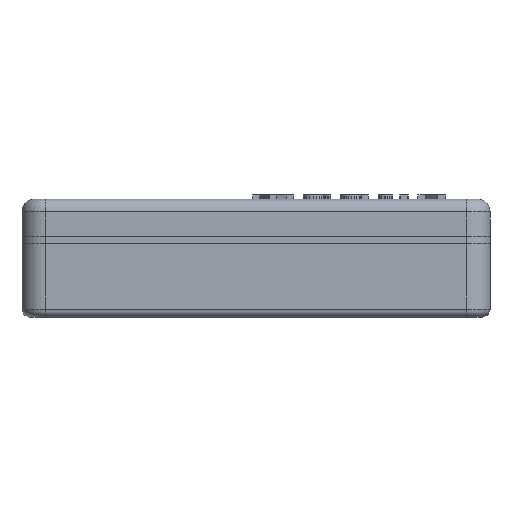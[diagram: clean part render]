
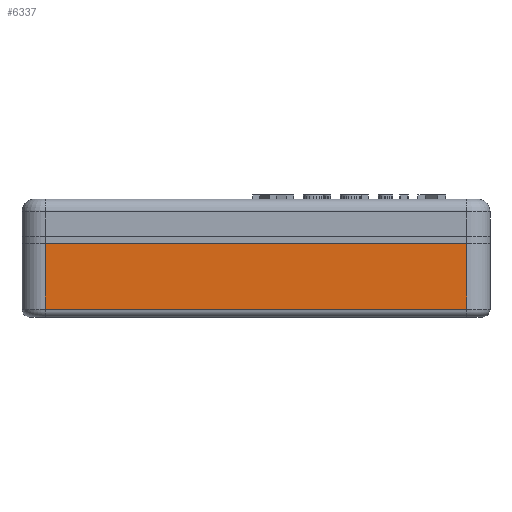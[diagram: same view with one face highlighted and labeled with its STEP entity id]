
A CAD part, front view. The second image highlights one B-rep face of the part: STEP entity #6337.
In plain terms, the highlighted planar face has unit normal (0, -1, 0).
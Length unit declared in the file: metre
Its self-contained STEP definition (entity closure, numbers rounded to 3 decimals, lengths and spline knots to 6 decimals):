
#730=ORIENTED_EDGE('',*,*,#2570,.T.);
#731=ORIENTED_EDGE('',*,*,#2571,.T.);
#732=ORIENTED_EDGE('',*,*,#2572,.F.);
#733=ORIENTED_EDGE('',*,*,#2573,.F.);
#2570=EDGE_CURVE('',#3488,#3489,#4088,.T.);
#2571=EDGE_CURVE('',#3489,#3490,#4089,.T.);
#2572=EDGE_CURVE('',#3491,#3490,#4090,.T.);
#2573=EDGE_CURVE('',#3488,#3491,#4091,.T.);
#3488=VERTEX_POINT('',#10200);
#3489=VERTEX_POINT('',#10201);
#3490=VERTEX_POINT('',#10203);
#3491=VERTEX_POINT('',#10205);
#4088=LINE('',#10199,#4736);
#4089=LINE('',#10202,#4737);
#4090=LINE('',#10204,#4738);
#4091=LINE('',#10206,#4739);
#4736=VECTOR('',#8318,1.);
#4737=VECTOR('',#8319,1.);
#4738=VECTOR('',#8320,1.);
#4739=VECTOR('',#8321,1.);
#5299=EDGE_LOOP('',(#730,#731,#732,#733));
#5735=FACE_BOUND('',#5299,.T.);
#6133=PLANE('',#7587);
#6337=ADVANCED_FACE('',(#5735),#6133,.F.);
#7587=AXIS2_PLACEMENT_3D('',#10198,#8316,#8317);
#8316=DIRECTION('',(0.,1.,0.));
#8317=DIRECTION('',(0.,0.,1.));
#8318=DIRECTION('',(0.,0.,-1.));
#8319=DIRECTION('',(1.,0.,0.));
#8320=DIRECTION('',(0.,0.,-1.));
#8321=DIRECTION('',(1.,0.,0.));
#10198=CARTESIAN_POINT('',(-0.032572,-0.089004,0.003));
#10199=CARTESIAN_POINT('',(-0.077572,-0.089004,0.003));
#10200=CARTESIAN_POINT('',(-0.077572,-0.089004,0.01569));
#10201=CARTESIAN_POINT('',(-0.077572,-0.089004,0.0017));
#10202=CARTESIAN_POINT('',(-0.032572,-0.089004,0.0017));
#10203=CARTESIAN_POINT('',(0.012428,-0.089004,0.0017));
#10204=CARTESIAN_POINT('',(0.012428,-0.089004,0.003));
#10205=CARTESIAN_POINT('',(0.012428,-0.089004,0.01569));
#10206=CARTESIAN_POINT('',(-0.032572,-0.089004,0.01569));
